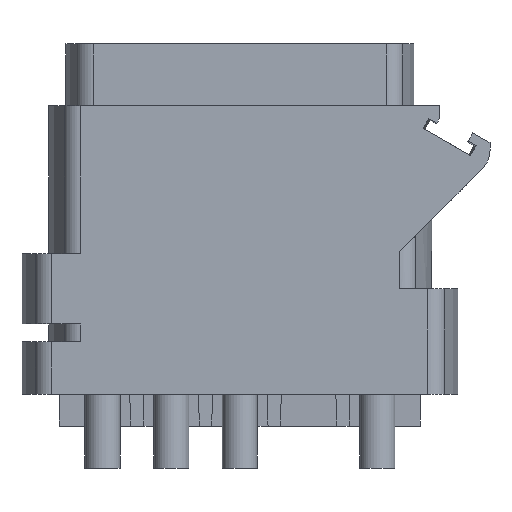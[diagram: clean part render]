
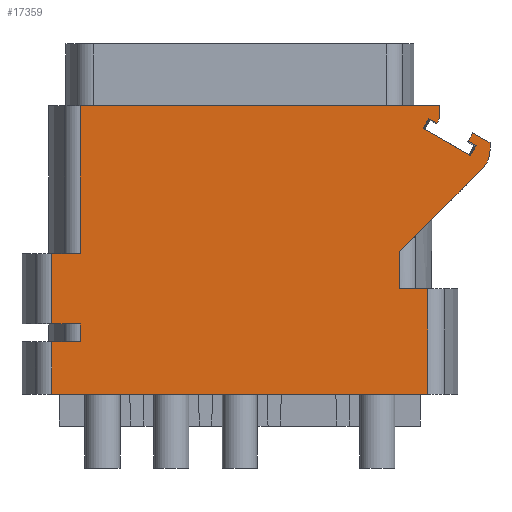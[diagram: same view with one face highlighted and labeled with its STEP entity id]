
A CAD part, front view. The second image highlights one B-rep face of the part: STEP entity #17359.
In plain terms, the highlighted planar face has unit normal (0, -1, 0).
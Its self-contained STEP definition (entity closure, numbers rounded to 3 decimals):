
#1182=DIRECTION('',(1.,0.,0.));
#1183=VECTOR('',#1182,20.411);
#1184=CARTESIAN_POINT('',(-9.056,-5.,16.4));
#1185=LINE('',#1184,#1183);
#1242=DIRECTION('',(-1.,0.,0.));
#1243=VECTOR('',#1242,1.619);
#1244=CARTESIAN_POINT('',(-9.056,-5.,8.));
#1245=LINE('',#1244,#1243);
#1265=DIRECTION('',(0.,0.,-1.));
#1266=VECTOR('',#1265,3.);
#1267=CARTESIAN_POINT('',(-10.675,-5.,3.));
#1268=LINE('',#1267,#1266);
#1269=DIRECTION('',(0.,0.,-1.));
#1270=VECTOR('',#1269,1.);
#1271=CARTESIAN_POINT('',(-9.056,-5.,4.));
#1272=LINE('',#1271,#1270);
#1273=DIRECTION('',(0.,0.,-1.));
#1274=VECTOR('',#1273,4.);
#1275=CARTESIAN_POINT('',(-10.675,-5.,8.));
#1276=LINE('',#1275,#1274);
#1277=DIRECTION('',(0.,0.,-1.));
#1278=VECTOR('',#1277,8.4);
#1279=CARTESIAN_POINT('',(-9.056,-5.,16.4));
#1280=LINE('',#1279,#1278);
#1281=DIRECTION('',(0.,0.,-1.));
#1282=VECTOR('',#1281,0.696);
#1283=CARTESIAN_POINT('',(11.355,-5.,16.4));
#1284=LINE('',#1283,#1282);
#1285=DIRECTION('',(-0.5,0.,-0.866));
#1286=VECTOR('',#1285,0.35);
#1287=CARTESIAN_POINT('',(11.355,-5.,15.704));
#1288=LINE('',#1287,#1286);
#1289=DIRECTION('',(0.866,0.,-0.5));
#1290=VECTOR('',#1289,0.525);
#1291=CARTESIAN_POINT('',(10.725,-5.,15.663));
#1292=LINE('',#1291,#1290);
#1293=DIRECTION('',(0.866,0.,-0.5));
#1294=VECTOR('',#1293,3.1);
#1295=CARTESIAN_POINT('',(10.4,-5.,15.1));
#1296=LINE('',#1295,#1294);
#1297=DIRECTION('',(0.866,0.,-0.5));
#1298=VECTOR('',#1297,0.525);
#1299=CARTESIAN_POINT('',(12.955,-5.,14.375));
#1300=LINE('',#1299,#1298);
#1301=DIRECTION('',(0.5,0.,0.866));
#1302=VECTOR('',#1301,0.55);
#1303=CARTESIAN_POINT('',(12.955,-5.,14.375));
#1304=LINE('',#1303,#1302);
#1305=DIRECTION('',(0.866,0.,-0.5));
#1306=VECTOR('',#1305,1.12);
#1307=CARTESIAN_POINT('',(13.23,-5.,14.852));
#1308=LINE('',#1307,#1306);
#1309=CARTESIAN_POINT('',(12.7,-5.,13.872));
#1310=DIRECTION('',(0.,-1.,0.));
#1311=DIRECTION('',(0.707,0.,-0.707));
#1312=AXIS2_PLACEMENT_3D('',#1309,#1310,#1311);
#1314=DIRECTION('',(0.,0.,1.));
#1315=VECTOR('',#1314,2.107);
#1316=CARTESIAN_POINT('',(9.056,-5.,6.));
#1317=LINE('',#1316,#1315);
#1318=DIRECTION('',(0.,0.,1.));
#1319=VECTOR('',#1318,6.);
#1320=CARTESIAN_POINT('',(10.675,-5.,0.));
#1321=LINE('',#1320,#1319);
#1327=DIRECTION('',(1.,0.,0.));
#1328=VECTOR('',#1327,21.35);
#1329=CARTESIAN_POINT('',(-10.675,-5.,0.));
#1330=LINE('',#1329,#1328);
#1448=DIRECTION('',(-1.,0.,0.));
#1449=VECTOR('',#1448,1.619);
#1450=CARTESIAN_POINT('',(10.675,-5.,6.));
#1451=LINE('',#1450,#1449);
#1535=DIRECTION('',(0.707,0.,0.707));
#1536=VECTOR('',#1535,6.653);
#1537=CARTESIAN_POINT('',(9.056,-5.,8.107));
#1538=LINE('',#1537,#1536);
#1613=DIRECTION('',(-1.,0.,0.));
#1614=VECTOR('',#1613,1.619);
#1615=CARTESIAN_POINT('',(-9.056,-5.,3.));
#1616=LINE('',#1615,#1614);
#1649=DIRECTION('',(1.,0.,0.));
#1650=VECTOR('',#1649,1.619);
#1651=CARTESIAN_POINT('',(-10.675,-5.,4.));
#1652=LINE('',#1651,#1650);
#1747=DIRECTION('',(0.,0.,1.));
#1748=VECTOR('',#1747,0.419);
#1749=CARTESIAN_POINT('',(14.2,-5.,13.872));
#1750=LINE('',#1749,#1748);
#1779=DIRECTION('',(-0.5,0.,-0.866));
#1780=VECTOR('',#1779,0.65);
#1781=CARTESIAN_POINT('',(13.41,-5.,14.113));
#1782=LINE('',#1781,#1780);
#1807=DIRECTION('',(0.5,0.,0.866));
#1808=VECTOR('',#1807,0.65);
#1809=CARTESIAN_POINT('',(10.4,-5.,15.1));
#1810=LINE('',#1809,#1808);
#13184=CARTESIAN_POINT('',(11.355,-5.,16.4));
#13186=VERTEX_POINT('',#13184);
#13194=CARTESIAN_POINT('',(13.23,-5.,14.852));
#13195=CARTESIAN_POINT('',(14.2,-5.,14.292));
#13196=VERTEX_POINT('',#13194);
#13197=VERTEX_POINT('',#13195);
#13198=CARTESIAN_POINT('',(11.355,-5.,15.704));
#13199=VERTEX_POINT('',#13198);
#13200=CARTESIAN_POINT('',(10.4,-5.,15.1));
#13202=VERTEX_POINT('',#13200);
#13210=CARTESIAN_POINT('',(13.085,-5.,13.55));
#13211=VERTEX_POINT('',#13210);
#13212=CARTESIAN_POINT('',(10.725,-5.,15.663));
#13213=CARTESIAN_POINT('',(11.18,-5.,15.4));
#13214=VERTEX_POINT('',#13212);
#13215=VERTEX_POINT('',#13213);
#13216=CARTESIAN_POINT('',(12.955,-5.,14.375));
#13217=CARTESIAN_POINT('',(13.41,-5.,14.113));
#13218=VERTEX_POINT('',#13216);
#13219=VERTEX_POINT('',#13217);
#13236=CARTESIAN_POINT('',(-10.675,-5.,0.));
#13238=VERTEX_POINT('',#13236);
#13242=CARTESIAN_POINT('',(-10.675,-5.,3.));
#13243=VERTEX_POINT('',#13242);
#13256=CARTESIAN_POINT('',(-9.056,-5.,16.4));
#13257=VERTEX_POINT('',#13256);
#13258=CARTESIAN_POINT('',(-9.056,-5.,8.));
#13259=VERTEX_POINT('',#13258);
#13264=CARTESIAN_POINT('',(9.056,-5.,6.));
#13265=CARTESIAN_POINT('',(9.056,-5.,8.107));
#13266=VERTEX_POINT('',#13264);
#13267=VERTEX_POINT('',#13265);
#13268=CARTESIAN_POINT('',(10.675,-5.,6.));
#13270=VERTEX_POINT('',#13268);
#13274=CARTESIAN_POINT('',(10.675,-5.,0.));
#13275=VERTEX_POINT('',#13274);
#13304=CARTESIAN_POINT('',(13.761,-5.,12.812));
#13305=VERTEX_POINT('',#13304);
#13306=CARTESIAN_POINT('',(14.2,-5.,13.872));
#13307=VERTEX_POINT('',#13306);
#13312=CARTESIAN_POINT('',(-10.675,-5.,8.));
#13313=VERTEX_POINT('',#13312);
#13500=CARTESIAN_POINT('',(-10.675,-5.,4.));
#13502=VERTEX_POINT('',#13500);
#13516=CARTESIAN_POINT('',(-9.056,-5.,4.));
#13517=CARTESIAN_POINT('',(-9.056,-5.,3.));
#13518=VERTEX_POINT('',#13516);
#13519=VERTEX_POINT('',#13517);
#17307=CARTESIAN_POINT('',(-11.347,-5.,0.));
#17308=DIRECTION('',(0.,-1.,0.));
#17309=DIRECTION('',(1.,0.,0.));
#17310=AXIS2_PLACEMENT_3D('',#17307,#17308,#17309);
#17311=PLANE('',#17310);
#17313=ORIENTED_EDGE('',*,*,#17312,.F.);
#17315=ORIENTED_EDGE('',*,*,#17314,.F.);
#17317=ORIENTED_EDGE('',*,*,#17316,.F.);
#17319=ORIENTED_EDGE('',*,*,#17318,.F.);
#17321=ORIENTED_EDGE('',*,*,#17320,.F.);
#17322=ORIENTED_EDGE('',*,*,#17292,.F.);
#17323=ORIENTED_EDGE('',*,*,#17264,.F.);
#17324=ORIENTED_EDGE('',*,*,#17234,.T.);
#17326=ORIENTED_EDGE('',*,*,#17325,.T.);
#17328=ORIENTED_EDGE('',*,*,#17327,.T.);
#17330=ORIENTED_EDGE('',*,*,#17329,.F.);
#17332=ORIENTED_EDGE('',*,*,#17331,.F.);
#17334=ORIENTED_EDGE('',*,*,#17333,.T.);
#17336=ORIENTED_EDGE('',*,*,#17335,.F.);
#17338=ORIENTED_EDGE('',*,*,#17337,.F.);
#17340=ORIENTED_EDGE('',*,*,#17339,.T.);
#17342=ORIENTED_EDGE('',*,*,#17341,.T.);
#17344=ORIENTED_EDGE('',*,*,#17343,.F.);
#17346=ORIENTED_EDGE('',*,*,#17345,.F.);
#17348=ORIENTED_EDGE('',*,*,#17347,.F.);
#17350=ORIENTED_EDGE('',*,*,#17349,.F.);
#17352=ORIENTED_EDGE('',*,*,#17351,.F.);
#17354=ORIENTED_EDGE('',*,*,#17353,.F.);
#17356=ORIENTED_EDGE('',*,*,#17355,.F.);
#17357=EDGE_LOOP('',(#17313,#17315,#17317,#17319,#17321,#17322,#17323,#17324,
#17326,#17328,#17330,#17332,#17334,#17336,#17338,#17340,#17342,#17344,#17346,
#17348,#17350,#17352,#17354,#17356));
#17358=FACE_OUTER_BOUND('',#17357,.F.);
#17359=ADVANCED_FACE('',(#17358),#17311,.T.);
#1313=CIRCLE('',#1312,1.5);
#17234=EDGE_CURVE('',#13257,#13186,#1185,.T.);
#17264=EDGE_CURVE('',#13257,#13259,#1280,.T.);
#17292=EDGE_CURVE('',#13259,#13313,#1245,.T.);
#17312=EDGE_CURVE('',#13243,#13238,#1268,.T.);
#17314=EDGE_CURVE('',#13519,#13243,#1616,.T.);
#17316=EDGE_CURVE('',#13518,#13519,#1272,.T.);
#17318=EDGE_CURVE('',#13502,#13518,#1652,.T.);
#17320=EDGE_CURVE('',#13313,#13502,#1276,.T.);
#17325=EDGE_CURVE('',#13186,#13199,#1284,.T.);
#17327=EDGE_CURVE('',#13199,#13215,#1288,.T.);
#17329=EDGE_CURVE('',#13214,#13215,#1292,.T.);
#17331=EDGE_CURVE('',#13202,#13214,#1810,.T.);
#17333=EDGE_CURVE('',#13202,#13211,#1296,.T.);
#17335=EDGE_CURVE('',#13219,#13211,#1782,.T.);
#17337=EDGE_CURVE('',#13218,#13219,#1300,.T.);
#17339=EDGE_CURVE('',#13218,#13196,#1304,.T.);
#17341=EDGE_CURVE('',#13196,#13197,#1308,.T.);
#17343=EDGE_CURVE('',#13307,#13197,#1750,.T.);
#17345=EDGE_CURVE('',#13305,#13307,#1313,.T.);
#17347=EDGE_CURVE('',#13267,#13305,#1538,.T.);
#17349=EDGE_CURVE('',#13266,#13267,#1317,.T.);
#17351=EDGE_CURVE('',#13270,#13266,#1451,.T.);
#17353=EDGE_CURVE('',#13275,#13270,#1321,.T.);
#17355=EDGE_CURVE('',#13238,#13275,#1330,.T.);
